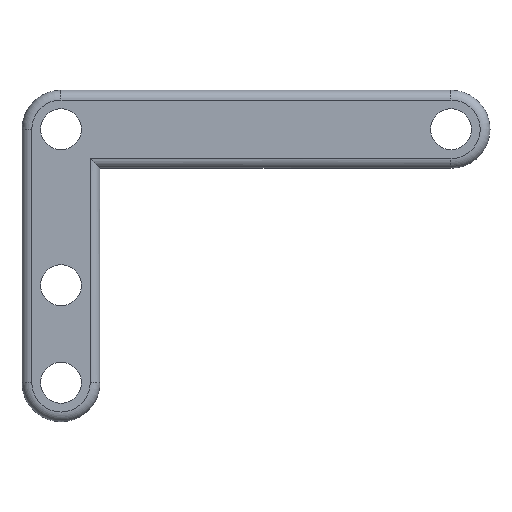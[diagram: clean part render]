
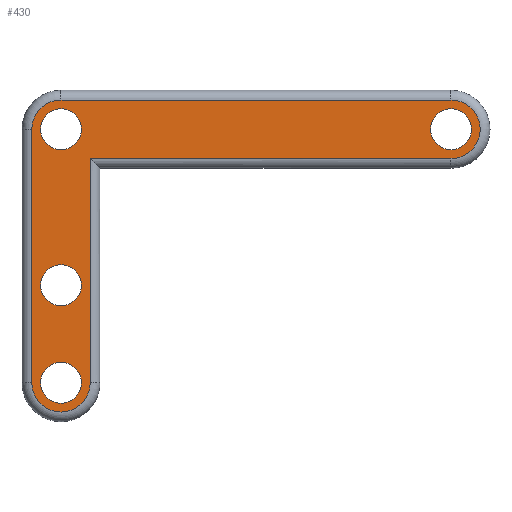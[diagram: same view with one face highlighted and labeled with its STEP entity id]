
A CAD part, front view. The second image highlights one B-rep face of the part: STEP entity #430.
In plain terms, the highlighted planar face has unit normal (0, -1, 0).
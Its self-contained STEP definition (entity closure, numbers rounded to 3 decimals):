
#15=FACE_BOUND('',#74,.T.);
#16=FACE_BOUND('',#75,.T.);
#17=FACE_BOUND('',#76,.T.);
#18=FACE_BOUND('',#77,.T.);
#25=PLANE('',#486);
#46=FACE_OUTER_BOUND('',#73,.T.);
#73=EDGE_LOOP('',(#326,#327,#328,#329,#330,#331,#332));
#74=EDGE_LOOP('',(#333));
#75=EDGE_LOOP('',(#334));
#76=EDGE_LOOP('',(#335));
#77=EDGE_LOOP('',(#336));
#101=CIRCLE('',#465,3.);
#105=CIRCLE('',#471,3.);
#109=CIRCLE('',#477,3.);
#113=CIRCLE('',#487,2.1);
#114=CIRCLE('',#488,2.1);
#115=CIRCLE('',#489,2.1);
#116=CIRCLE('',#490,2.1);
#132=LINE('',#680,#159);
#133=LINE('',#692,#160);
#135=LINE('',#704,#162);
#137=LINE('',#713,#164);
#159=VECTOR('',#528,10.);
#160=VECTOR('',#543,10.);
#162=VECTOR('',#557,10.);
#164=VECTOR('',#569,10.);
#187=VERTEX_POINT('',#677);
#188=VERTEX_POINT('',#679);
#190=VERTEX_POINT('',#684);
#192=VERTEX_POINT('',#690);
#194=VERTEX_POINT('',#696);
#196=VERTEX_POINT('',#702);
#198=VERTEX_POINT('',#708);
#204=VERTEX_POINT('',#734);
#205=VERTEX_POINT('',#736);
#206=VERTEX_POINT('',#738);
#207=VERTEX_POINT('',#740);
#223=EDGE_CURVE('',#187,#188,#132,.T.);
#226=EDGE_CURVE('',#190,#187,#101,.T.);
#229=EDGE_CURVE('',#192,#190,#133,.T.);
#232=EDGE_CURVE('',#194,#192,#105,.T.);
#235=EDGE_CURVE('',#196,#194,#135,.T.);
#238=EDGE_CURVE('',#198,#196,#109,.T.);
#240=EDGE_CURVE('',#188,#198,#137,.T.);
#251=EDGE_CURVE('',#204,#204,#113,.T.);
#252=EDGE_CURVE('',#205,#205,#114,.T.);
#253=EDGE_CURVE('',#206,#206,#115,.T.);
#254=EDGE_CURVE('',#207,#207,#116,.T.);
#326=ORIENTED_EDGE('',*,*,#223,.F.);
#327=ORIENTED_EDGE('',*,*,#226,.F.);
#328=ORIENTED_EDGE('',*,*,#229,.F.);
#329=ORIENTED_EDGE('',*,*,#232,.F.);
#330=ORIENTED_EDGE('',*,*,#235,.F.);
#331=ORIENTED_EDGE('',*,*,#238,.F.);
#332=ORIENTED_EDGE('',*,*,#240,.F.);
#333=ORIENTED_EDGE('',*,*,#251,.T.);
#334=ORIENTED_EDGE('',*,*,#252,.T.);
#335=ORIENTED_EDGE('',*,*,#253,.T.);
#336=ORIENTED_EDGE('',*,*,#254,.T.);
#430=ADVANCED_FACE('',(#46,#15,#16,#17,#18),#25,.F.);
#465=AXIS2_PLACEMENT_3D('',#686,#535,#536);
#471=AXIS2_PLACEMENT_3D('',#698,#549,#550);
#477=AXIS2_PLACEMENT_3D('',#710,#563,#564);
#486=AXIS2_PLACEMENT_3D('',#733,#590,#591);
#487=AXIS2_PLACEMENT_3D('',#735,#592,#593);
#488=AXIS2_PLACEMENT_3D('',#737,#594,#595);
#489=AXIS2_PLACEMENT_3D('',#739,#596,#597);
#490=AXIS2_PLACEMENT_3D('',#741,#598,#599);
#528=DIRECTION('',(-1.,0.,0.));
#535=DIRECTION('center_axis',(0.,1.,0.));
#536=DIRECTION('ref_axis',(1.,0.,0.));
#543=DIRECTION('',(1.,0.,0.));
#549=DIRECTION('center_axis',(0.,1.,0.));
#550=DIRECTION('ref_axis',(-0.707,0.,0.707));
#557=DIRECTION('',(0.,0.,1.));
#563=DIRECTION('center_axis',(0.,1.,0.));
#564=DIRECTION('ref_axis',(0.,0.,-1.));
#569=DIRECTION('',(0.,0.,-1.));
#590=DIRECTION('center_axis',(0.,1.,0.));
#591=DIRECTION('ref_axis',(1.,0.,0.));
#592=DIRECTION('center_axis',(0.,1.,0.));
#593=DIRECTION('ref_axis',(-1.,0.,0.));
#594=DIRECTION('center_axis',(0.,1.,0.));
#595=DIRECTION('ref_axis',(-1.,0.,0.));
#596=DIRECTION('center_axis',(0.,1.,0.));
#597=DIRECTION('ref_axis',(-1.,0.,0.));
#598=DIRECTION('center_axis',(0.,1.,0.));
#599=DIRECTION('ref_axis',(-1.,0.,0.));
#677=CARTESIAN_POINT('',(40.,0.,-7.));
#679=CARTESIAN_POINT('',(3.,0.,-7.));
#680=CARTESIAN_POINT('',(30.,0.,-7.));
#684=CARTESIAN_POINT('',(40.,0.,-1.));
#686=CARTESIAN_POINT('Origin',(40.,0.,-4.));
#690=CARTESIAN_POINT('',(0.,0.,-1.));
#692=CARTESIAN_POINT('',(10.,0.,-1.));
#696=CARTESIAN_POINT('',(-3.,0.,-4.));
#698=CARTESIAN_POINT('Origin',(0.,0.,-4.));
#702=CARTESIAN_POINT('',(-3.,0.,-30.));
#704=CARTESIAN_POINT('',(-3.,0.,-23.5));
#708=CARTESIAN_POINT('',(3.,0.,-30.));
#710=CARTESIAN_POINT('Origin',(0.,0.,-30.));
#713=CARTESIAN_POINT('',(3.,0.,-12.5));
#733=CARTESIAN_POINT('Origin',(20.,0.,-17.));
#734=CARTESIAN_POINT('',(42.1,0.,-4.));
#735=CARTESIAN_POINT('Origin',(40.,0.,-4.));
#736=CARTESIAN_POINT('',(2.1,0.,-30.));
#737=CARTESIAN_POINT('Origin',(0.,0.,-30.));
#738=CARTESIAN_POINT('',(2.1,0.,-4.));
#739=CARTESIAN_POINT('Origin',(0.,0.,-4.));
#740=CARTESIAN_POINT('',(2.1,0.,-20.));
#741=CARTESIAN_POINT('Origin',(0.,0.,-20.));
